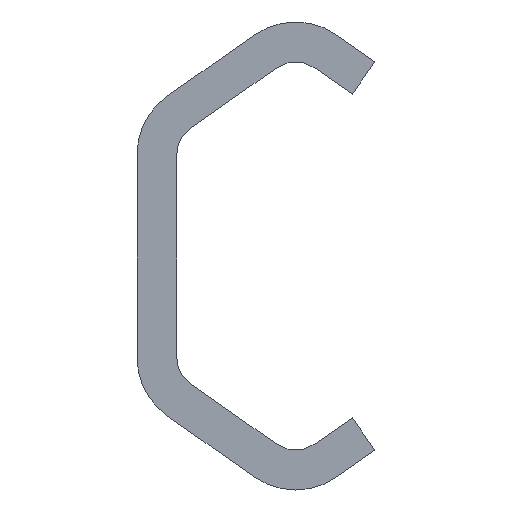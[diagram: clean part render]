
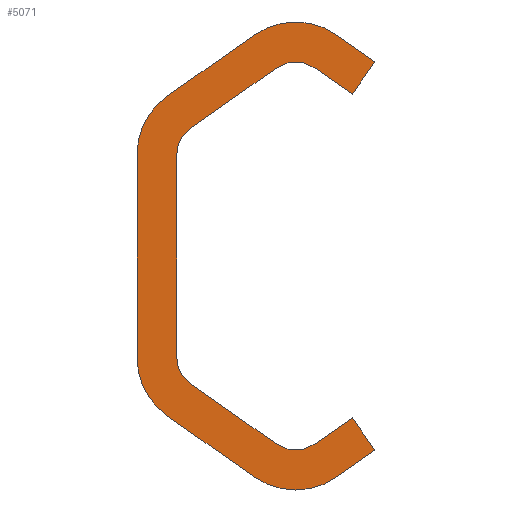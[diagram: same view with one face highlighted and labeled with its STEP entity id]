
A CAD part, left-side view. The second image highlights one B-rep face of the part: STEP entity #5071.
In plain terms, the highlighted planar face has unit normal (-1, 0, 0).
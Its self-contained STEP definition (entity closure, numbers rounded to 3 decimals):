
#4051=CARTESIAN_POINT('',(0.0,-5.0,12.246));
#4052=VERTEX_POINT('',#4051);
#4059=CARTESIAN_POINT('',(0.0,-3.567,10.2));
#4060=VERTEX_POINT('',#4059);
#4061=CARTESIAN_POINT('',(0.0,-5.0,12.246));
#4062=DIRECTION('',(0.0,0.574,-0.819));
#4063=VECTOR('',#4062,2.498);
#4064=LINE('',#4061,#4063);
#4065=EDGE_CURVE('',#4052,#4060,#4064,.T.);
#4089=CARTESIAN_POINT('',(0.0,-2.599,13.93));
#4090=VERTEX_POINT('',#4089);
#4097=CARTESIAN_POINT('',(0.0,-2.599,13.93));
#4098=DIRECTION('',(0.0,-0.819,-0.574));
#4099=VECTOR('',#4098,2.932);
#4100=LINE('',#4097,#4099);
#4101=EDGE_CURVE('',#4090,#4052,#4100,.T.);
#4121=CARTESIAN_POINT('',(0.0,2.596,13.932));
#4122=VERTEX_POINT('',#4121);
#4129=CARTESIAN_POINT('',(0.0,0.,10.222));
#4130=DIRECTION('',(1.0,0.0,0.0));
#4131=DIRECTION('',(0.0,0.573,0.819));
#4132=AXIS2_PLACEMENT_3D('',#4129,#4130,#4131);
#4133=CIRCLE('',#4132,4.528);
#4134=EDGE_CURVE('',#4122,#4090,#4133,.T.);
#4153=CARTESIAN_POINT('',(0.0,8.068,10.102));
#4154=VERTEX_POINT('',#4153);
#4161=CARTESIAN_POINT('',(0.0,8.068,10.102));
#4162=DIRECTION('',(0.0,-0.819,0.573));
#4163=VECTOR('',#4162,6.679);
#4164=LINE('',#4161,#4163);
#4165=EDGE_CURVE('',#4154,#4122,#4164,.T.);
#4185=CARTESIAN_POINT('',(0.0,10.0,6.392));
#4186=VERTEX_POINT('',#4185);
#4193=CARTESIAN_POINT('',(0.0,5.472,6.392));
#4194=DIRECTION('',(1.0,0.0,0.0));
#4195=DIRECTION('',(0.0,1.0,0.0));
#4196=AXIS2_PLACEMENT_3D('',#4193,#4194,#4195);
#4197=CIRCLE('',#4196,4.528);
#4198=EDGE_CURVE('',#4186,#4154,#4197,.T.);
#4217=CARTESIAN_POINT('',(0.0,10.0,-6.393));
#4218=VERTEX_POINT('',#4217);
#4225=CARTESIAN_POINT('',(0.0,10.0,-6.393));
#4226=DIRECTION('',(0.0,0.0,1.0));
#4227=VECTOR('',#4226,12.785);
#4228=LINE('',#4225,#4227);
#4229=EDGE_CURVE('',#4218,#4186,#4228,.T.);
#4435=CARTESIAN_POINT('',(0.0,8.069,-10.102));
#4436=VERTEX_POINT('',#4435);
#4443=CARTESIAN_POINT('',(0.0,5.472,-6.393));
#4444=DIRECTION('',(1.0,0.0,0.0));
#4445=DIRECTION('',(0.0,0.574,-0.819));
#4446=AXIS2_PLACEMENT_3D('',#4443,#4444,#4445);
#4447=CIRCLE('',#4446,4.528);
#4448=EDGE_CURVE('',#4436,#4218,#4447,.T.);
#4467=CARTESIAN_POINT('',(0.0,2.599,-13.932));
#4468=VERTEX_POINT('',#4467);
#4475=CARTESIAN_POINT('',(0.0,2.599,-13.932));
#4476=DIRECTION('',(0.0,0.819,0.574));
#4477=VECTOR('',#4476,6.678);
#4478=LINE('',#4475,#4477);
#4479=EDGE_CURVE('',#4468,#4436,#4478,.T.);
#4499=CARTESIAN_POINT('',(0.0,-2.598,-13.931));
#4500=VERTEX_POINT('',#4499);
#4507=CARTESIAN_POINT('',(0.0,0.002,-10.223));
#4508=DIRECTION('',(1.0,0.0,0.0));
#4509=DIRECTION('',(0.0,-0.574,-0.819));
#4510=AXIS2_PLACEMENT_3D('',#4507,#4508,#4509);
#4511=CIRCLE('',#4510,4.528);
#4512=EDGE_CURVE('',#4500,#4468,#4511,.T.);
#4531=CARTESIAN_POINT('',(0.0,-5.0,-12.246));
#4532=VERTEX_POINT('',#4531);
#4539=CARTESIAN_POINT('',(0.0,-5.0,-12.246));
#4540=DIRECTION('',(0.0,0.819,-0.574));
#4541=VECTOR('',#4540,2.934);
#4542=LINE('',#4539,#4541);
#4543=EDGE_CURVE('',#4532,#4500,#4542,.T.);
#4562=CARTESIAN_POINT('',(0.0,-3.567,-10.2));
#4563=VERTEX_POINT('',#4562);
#4570=CARTESIAN_POINT('',(0.0,-3.567,-10.2));
#4571=DIRECTION('',(0.0,-0.574,-0.819));
#4572=VECTOR('',#4571,2.498);
#4573=LINE('',#4570,#4572);
#4574=EDGE_CURVE('',#4563,#4532,#4573,.T.);
#4593=CARTESIAN_POINT('',(0.0,-1.163,-11.883));
#4594=VERTEX_POINT('',#4593);
#4601=CARTESIAN_POINT('',(0.0,-1.163,-11.883));
#4602=DIRECTION('',(0.0,-0.819,0.574));
#4603=VECTOR('',#4602,2.935);
#4604=LINE('',#4601,#4603);
#4605=EDGE_CURVE('',#4594,#4563,#4604,.T.);
#4625=CARTESIAN_POINT('',(0.0,1.163,-11.883));
#4626=VERTEX_POINT('',#4625);
#4633=CARTESIAN_POINT('',(0.0,0.,-10.222));
#4634=DIRECTION('',(-1.0,0.0,0.0));
#4635=DIRECTION('',(0.0,0.574,0.819));
#4636=AXIS2_PLACEMENT_3D('',#4633,#4634,#4635);
#4637=CIRCLE('',#4636,2.028);
#4638=EDGE_CURVE('',#4626,#4594,#4637,.T.);
#4657=CARTESIAN_POINT('',(0.0,6.635,-8.052));
#4658=VERTEX_POINT('',#4657);
#4665=CARTESIAN_POINT('',(0.0,6.635,-8.052));
#4666=DIRECTION('',(0.0,-0.819,-0.574));
#4667=VECTOR('',#4666,6.68);
#4668=LINE('',#4665,#4667);
#4669=EDGE_CURVE('',#4658,#4626,#4668,.T.);
#4689=CARTESIAN_POINT('',(0.0,7.5,-6.39));
#4690=VERTEX_POINT('',#4689);
#4697=CARTESIAN_POINT('',(0.0,5.472,-6.39));
#4698=DIRECTION('',(-1.0,0.0,0.0));
#4699=DIRECTION('',(0.0,-0.574,0.819));
#4700=AXIS2_PLACEMENT_3D('',#4697,#4698,#4699);
#4701=CIRCLE('',#4700,2.028);
#4702=EDGE_CURVE('',#4690,#4658,#4701,.T.);
#4721=CARTESIAN_POINT('',(0.0,7.5,6.39));
#4722=VERTEX_POINT('',#4721);
#4729=CARTESIAN_POINT('',(0.0,7.5,6.39));
#4730=DIRECTION('',(0.0,0.0,-1.0));
#4731=VECTOR('',#4730,12.781);
#4732=LINE('',#4729,#4731);
#4733=EDGE_CURVE('',#4722,#4690,#4732,.T.);
#4939=CARTESIAN_POINT('',(0.0,6.635,8.052));
#4940=VERTEX_POINT('',#4939);
#4947=CARTESIAN_POINT('',(0.0,5.472,6.39));
#4948=DIRECTION('',(-1.0,0.0,0.0));
#4949=DIRECTION('',(0.0,-1.0,0.0));
#4950=AXIS2_PLACEMENT_3D('',#4947,#4948,#4949);
#4951=CIRCLE('',#4950,2.028);
#4952=EDGE_CURVE('',#4940,#4722,#4951,.T.);
#4971=CARTESIAN_POINT('',(0.0,1.163,11.883));
#4972=VERTEX_POINT('',#4971);
#4979=CARTESIAN_POINT('',(0.0,1.163,11.883));
#4980=DIRECTION('',(0.0,0.819,-0.574));
#4981=VECTOR('',#4980,6.68);
#4982=LINE('',#4979,#4981);
#4983=EDGE_CURVE('',#4972,#4940,#4982,.T.);
#5003=CARTESIAN_POINT('',(0.0,-1.163,11.883));
#5004=VERTEX_POINT('',#5003);
#5011=CARTESIAN_POINT('',(0.0,0.,10.222));
#5012=DIRECTION('',(-1.0,0.0,0.0));
#5013=DIRECTION('',(0.0,-0.574,-0.819));
#5014=AXIS2_PLACEMENT_3D('',#5011,#5012,#5013);
#5015=CIRCLE('',#5014,2.028);
#5016=EDGE_CURVE('',#5004,#4972,#5015,.T.);
#5034=CARTESIAN_POINT('',(0.0,-3.567,10.2));
#5035=DIRECTION('',(0.0,0.819,0.574));
#5036=VECTOR('',#5035,2.935);
#5037=LINE('',#5034,#5036);
#5038=EDGE_CURVE('',#4060,#5004,#5037,.T.);
#5044=CARTESIAN_POINT('',(0.0,4.08,0.));
#5045=DIRECTION('',(1.0,0.0,0.0));
#5046=DIRECTION('',(0.0,0.0,-1.0));
#5047=AXIS2_PLACEMENT_3D('',#5044,#5045,#5046);
#5048=PLANE('',#5047);
#5049=ORIENTED_EDGE('',*,*,#5038,.F.);
#5050=ORIENTED_EDGE('',*,*,#4065,.F.);
#5051=ORIENTED_EDGE('',*,*,#4101,.F.);
#5052=ORIENTED_EDGE('',*,*,#4134,.F.);
#5053=ORIENTED_EDGE('',*,*,#4165,.F.);
#5054=ORIENTED_EDGE('',*,*,#4198,.F.);
#5055=ORIENTED_EDGE('',*,*,#4229,.F.);
#5056=ORIENTED_EDGE('',*,*,#4448,.F.);
#5057=ORIENTED_EDGE('',*,*,#4479,.F.);
#5058=ORIENTED_EDGE('',*,*,#4512,.F.);
#5059=ORIENTED_EDGE('',*,*,#4543,.F.);
#5060=ORIENTED_EDGE('',*,*,#4574,.F.);
#5061=ORIENTED_EDGE('',*,*,#4605,.F.);
#5062=ORIENTED_EDGE('',*,*,#4638,.F.);
#5063=ORIENTED_EDGE('',*,*,#4669,.F.);
#5064=ORIENTED_EDGE('',*,*,#4702,.F.);
#5065=ORIENTED_EDGE('',*,*,#4733,.F.);
#5066=ORIENTED_EDGE('',*,*,#4952,.F.);
#5067=ORIENTED_EDGE('',*,*,#4983,.F.);
#5068=ORIENTED_EDGE('',*,*,#5016,.F.);
#5069=EDGE_LOOP('',(#5049,#5050,#5051,#5052,#5053,#5054,#5055,#5056,#5057,#5058,#5059,#5060,#5061,#5062,#5063,#5064,#5065,#5066,#5067,#5068));
#5070=FACE_OUTER_BOUND('',#5069,.T.);
#5071=ADVANCED_FACE('',(#5070),#5048,.F.);
